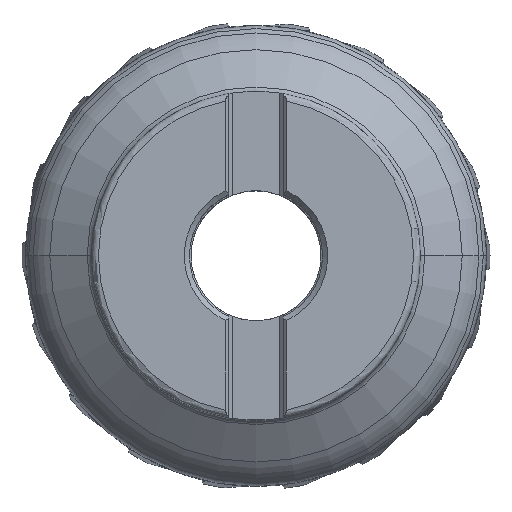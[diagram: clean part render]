
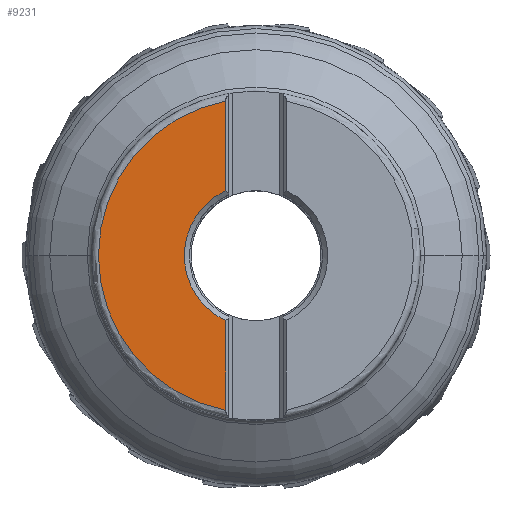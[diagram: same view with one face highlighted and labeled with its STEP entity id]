
A CAD part, top view. The second image highlights one B-rep face of the part: STEP entity #9231.
In plain terms, the highlighted planar face has unit normal (0, 0, 1).
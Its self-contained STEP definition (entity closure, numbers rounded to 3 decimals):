
#1330=PLANE('',#52650);
#3978=LINE('',#92953,#6399);
#3979=LINE('',#92959,#6400);
#6399=VECTOR('',#62016,1.);
#6400=VECTOR('',#62023,1.);
#9231=ADVANCED_FACE('',(#12551),#1330,.T.);
#12551=FACE_OUTER_BOUND('',#15319,.T.);
#15319=EDGE_LOOP('',(#26763,#26764,#26765,#26766,#26767));
#17901=CIRCLE('',#52640,21.05);
#17905=CIRCLE('',#52648,46.25);
#17906=CIRCLE('',#52649,46.25);
#26763=ORIENTED_EDGE('',*,*,#43257,.F.);
#26764=ORIENTED_EDGE('',*,*,#43258,.F.);
#26765=ORIENTED_EDGE('',*,*,#43259,.F.);
#26766=ORIENTED_EDGE('',*,*,#43260,.F.);
#26767=ORIENTED_EDGE('',*,*,#43244,.F.);
#37138=VERTEX_POINT('',#92887);
#37139=VERTEX_POINT('',#92889);
#37147=VERTEX_POINT('',#92952);
#37148=VERTEX_POINT('',#92956);
#37149=VERTEX_POINT('',#92958);
#43244=EDGE_CURVE('',#37138,#37139,#17901,.T.);
#43257=EDGE_CURVE('',#37147,#37138,#3978,.T.);
#43258=EDGE_CURVE('',#37148,#37147,#17905,.T.);
#43259=EDGE_CURVE('',#37149,#37148,#17906,.T.);
#43260=EDGE_CURVE('',#37139,#37149,#3979,.T.);
#52640=AXIS2_PLACEMENT_3D('',#92888,#61997,#61998);
#52648=AXIS2_PLACEMENT_3D('',#92955,#62019,#62020);
#52649=AXIS2_PLACEMENT_3D('',#92957,#62021,#62022);
#52650=AXIS2_PLACEMENT_3D('',#92960,#62024,#62025);
#61997=DIRECTION('',(0.,0.,1.));
#61998=DIRECTION('',(-0.425,0.905,0.));
#62016=DIRECTION('',(0.,-1.,0.));
#62019=DIRECTION('',(0.,0.,-1.));
#62020=DIRECTION('',(-1.,0.,0.));
#62021=DIRECTION('',(0.,0.,-1.));
#62022=DIRECTION('',(-0.193,-0.981,0.));
#62023=DIRECTION('',(0.,-1.,0.));
#62024=DIRECTION('',(0.,0.,1.));
#62025=DIRECTION('',(-1.,0.,0.));
#92887=CARTESIAN_POINT('',(-8.938,19.058,0.));
#92888=CARTESIAN_POINT('',(0.,0.,0.));
#92889=CARTESIAN_POINT('',(-8.937,-19.058,0.));
#92952=CARTESIAN_POINT('',(-8.938,45.378,0.));
#92953=CARTESIAN_POINT('',(-8.938,45.378,0.));
#92955=CARTESIAN_POINT('',(0.,0.,0.));
#92956=CARTESIAN_POINT('',(-46.25,-0.015,0.));
#92957=CARTESIAN_POINT('',(0.,0.,0.));
#92958=CARTESIAN_POINT('',(-8.937,-45.378,0.));
#92959=CARTESIAN_POINT('',(-8.937,-19.058,0.));
#92960=CARTESIAN_POINT('',(-27.594,0.,0.));
